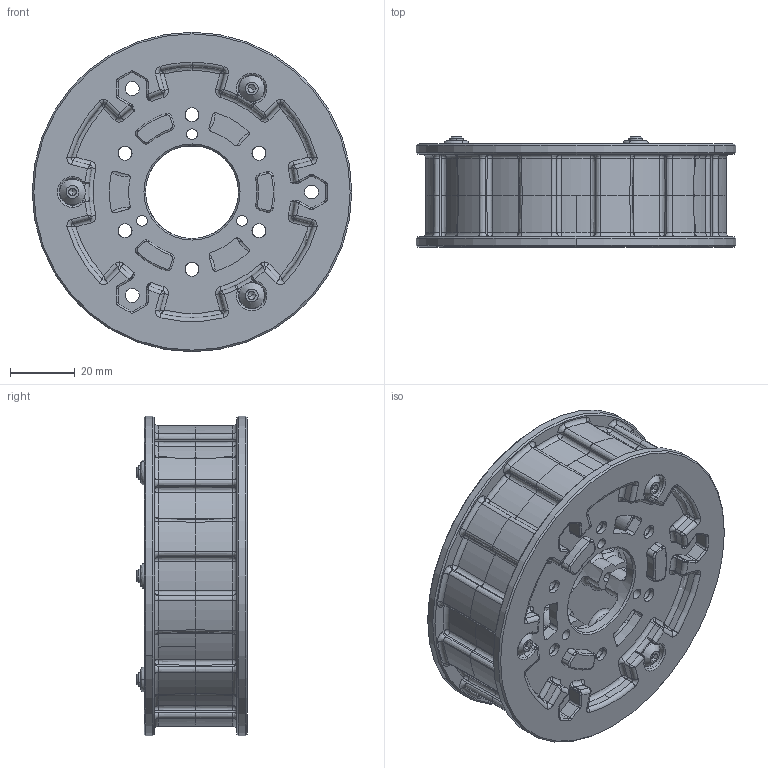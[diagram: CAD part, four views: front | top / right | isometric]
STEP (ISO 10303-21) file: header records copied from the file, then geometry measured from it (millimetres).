
FILE_DESCRIPTION (( 'STEP AP203' ), '1' );
FILE_NAME ('217-2588 1in.20121203.STEP', '2012-12-03T22:08:23', ( 'svradm' ), ( 'Microsoft' ), 'SwSTEP 2.0', 'SolidWorks 2012', '' );
FILE_SCHEMA (( 'CONFIG_CONTROL_DESIGN' ));
Length unit declared in the file: inch
Products named in the file (5): 217-2588 1in.20121203; BEAM-0750; NUT-832-NYLOCK; SCREW-832-1250; 217-2588-001 Rev4
Assembly tree (14 placements, depth 2):
  217-2588 1in.20121203
    217-2588-001 Rev4  x2
    SCREW-832-1250  x3
    NUT-832-NYLOCK  x3
    BEAM-0750  x6
Bounding box: 98.4 x 33.97 x 98.4 mm (x, y, z)
Volume: 105334.8 mm3; surface area: 60176.7 mm2
Topology: 14 solids, 14 shells, 2033 faces, 4996 edges, 2919 vertices
Faces by surface type: cylinder 710, plane 430, torus 402, bspline 315, cone 104, sphere 72
Entity records: 34021 total; most frequent: CARTESIAN_POINT 11535, DIRECTION 4685, ORIENTED_EDGE 4572, EDGE_CURVE 2286, AXIS2_PLACEMENT_3D 1987, VERTEX_POINT 1367, CIRCLE 1165, EDGE_LOOP 1019
